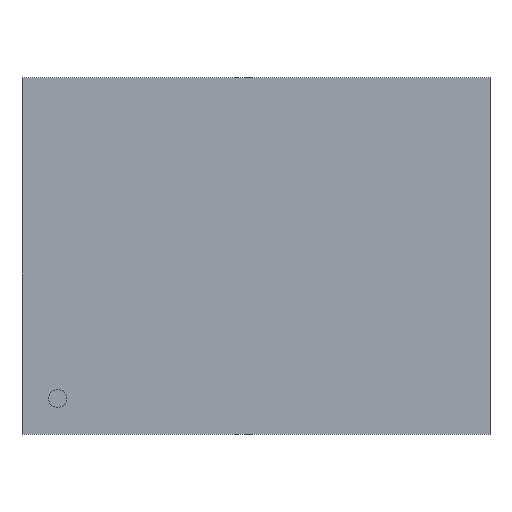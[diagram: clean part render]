
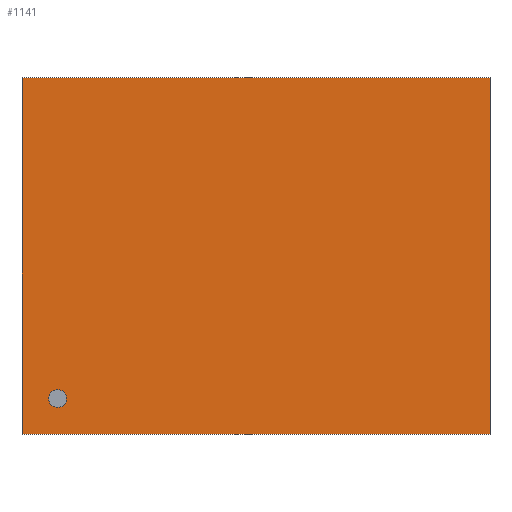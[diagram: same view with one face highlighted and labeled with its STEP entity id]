
A CAD part, top view. The second image highlights one B-rep face of the part: STEP entity #1141.
In plain terms, the highlighted planar face has unit normal (0, 0, 1).
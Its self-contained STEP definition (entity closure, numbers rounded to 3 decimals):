
#1020 = VERTEX_POINT('',#1021);
#1021 = CARTESIAN_POINT('',(5.25,4.,1.194));
#1027 = EDGE_CURVE('',#1028,#1020,#1030,.T.);
#1028 = VERTEX_POINT('',#1029);
#1029 = CARTESIAN_POINT('',(5.25,-4.,1.194));
#1030 = LINE('',#1031,#1032);
#1031 = CARTESIAN_POINT('',(5.25,-4.,1.194));
#1032 = VECTOR('',#1033,1.);
#1033 = DIRECTION('',(0.,1.,0.));
#1058 = VERTEX_POINT('',#1059);
#1059 = CARTESIAN_POINT('',(-5.25,4.,1.194));
#1065 = EDGE_CURVE('',#1020,#1058,#1066,.T.);
#1066 = LINE('',#1067,#1068);
#1067 = CARTESIAN_POINT('',(5.25,4.,1.194));
#1068 = VECTOR('',#1069,1.);
#1069 = DIRECTION('',(-1.,0.,0.));
#1089 = VERTEX_POINT('',#1090);
#1090 = CARTESIAN_POINT('',(-5.25,-4.,1.194));
#1096 = EDGE_CURVE('',#1058,#1089,#1097,.T.);
#1097 = LINE('',#1098,#1099);
#1098 = CARTESIAN_POINT('',(-5.25,4.,1.194));
#1099 = VECTOR('',#1100,1.);
#1100 = DIRECTION('',(0.,-1.,0.));
#1118 = EDGE_CURVE('',#1089,#1028,#1119,.T.);
#1119 = LINE('',#1120,#1121);
#1120 = CARTESIAN_POINT('',(-5.25,-4.,1.194));
#1121 = VECTOR('',#1122,1.);
#1122 = DIRECTION('',(1.,0.,0.));
#1141 = ADVANCED_FACE('',(#1142),#1148,.T.);
#1142 = FACE_BOUND('',#1143,.T.);
#1143 = EDGE_LOOP('',(#1144,#1145,#1146,#1147));
#1144 = ORIENTED_EDGE('',*,*,#1027,.T.);
#1145 = ORIENTED_EDGE('',*,*,#1065,.T.);
#1146 = ORIENTED_EDGE('',*,*,#1096,.T.);
#1147 = ORIENTED_EDGE('',*,*,#1118,.T.);
#1148 = PLANE('',#1149);
#1149 = AXIS2_PLACEMENT_3D('',#1150,#1151,#1152);
#1150 = CARTESIAN_POINT('',(5.25,-4.,1.194));
#1151 = DIRECTION('',(0.,0.,1.));
#1152 = DIRECTION('',(-1.,0.,0.));
